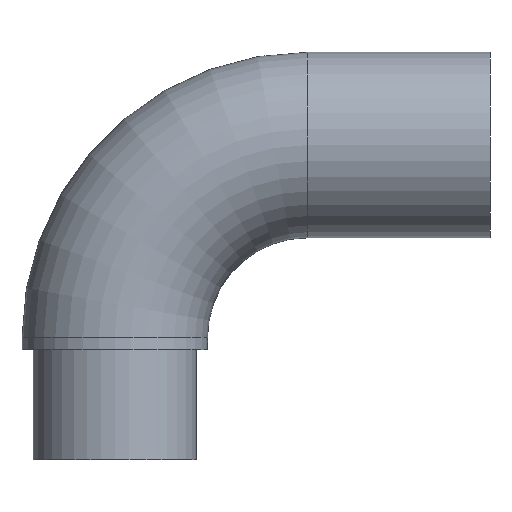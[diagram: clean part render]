
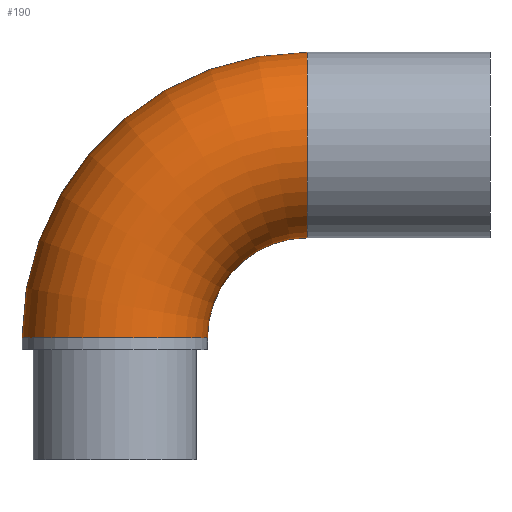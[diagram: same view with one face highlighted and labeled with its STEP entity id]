
A CAD part, left-side view. The second image highlights one B-rep face of the part: STEP entity #190.
In plain terms, the highlighted toroidal (fillet/blend) face has major radius 35 mm and minor radius 16.85 mm.
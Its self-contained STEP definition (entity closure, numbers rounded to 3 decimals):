
#16=TOROIDAL_SURFACE('',#243,35.,16.85);
#37=FACE_OUTER_BOUND('',#53,.T.);
#53=EDGE_LOOP('',(#166,#167,#168,#169,#170,#171));
#76=CIRCLE('',#231,16.85);
#77=CIRCLE('',#232,16.85);
#81=CIRCLE('',#240,16.85);
#82=CIRCLE('',#241,16.85);
#83=CIRCLE('',#244,18.15);
#93=VERTEX_POINT('',#345);
#94=VERTEX_POINT('',#347);
#98=VERTEX_POINT('',#361);
#99=VERTEX_POINT('',#363);
#114=EDGE_CURVE('',#93,#94,#76,.T.);
#115=EDGE_CURVE('',#94,#93,#77,.T.);
#121=EDGE_CURVE('',#98,#99,#81,.T.);
#122=EDGE_CURVE('',#99,#98,#82,.T.);
#123=EDGE_CURVE('',#94,#99,#83,.T.);
#166=ORIENTED_EDGE('',*,*,#115,.F.);
#167=ORIENTED_EDGE('',*,*,#123,.T.);
#168=ORIENTED_EDGE('',*,*,#121,.F.);
#169=ORIENTED_EDGE('',*,*,#122,.F.);
#170=ORIENTED_EDGE('',*,*,#123,.F.);
#171=ORIENTED_EDGE('',*,*,#114,.F.);
#190=ADVANCED_FACE('',(#37),#16,.T.);
#231=AXIS2_PLACEMENT_3D('',#348,#285,#286);
#232=AXIS2_PLACEMENT_3D('',#349,#287,#288);
#240=AXIS2_PLACEMENT_3D('',#364,#305,#306);
#241=AXIS2_PLACEMENT_3D('',#365,#307,#308);
#243=AXIS2_PLACEMENT_3D('',#367,#311,#312);
#244=AXIS2_PLACEMENT_3D('',#368,#313,#314);
#285=DIRECTION('center_axis',(0.,-1.,0.));
#286=DIRECTION('ref_axis',(-1.,0.,0.));
#287=DIRECTION('center_axis',(0.,-1.,0.));
#288=DIRECTION('ref_axis',(-1.,0.,0.));
#305=DIRECTION('center_axis',(0.,0.,-1.));
#306=DIRECTION('ref_axis',(-1.,0.,0.));
#307=DIRECTION('center_axis',(0.,0.,-1.));
#308=DIRECTION('ref_axis',(-1.,0.,0.));
#311=DIRECTION('center_axis',(1.,0.,0.));
#312=DIRECTION('ref_axis',(0.,0.,-1.));
#313=DIRECTION('center_axis',(-1.,0.,0.));
#314=DIRECTION('ref_axis',(0.,0.,-1.));
#345=CARTESIAN_POINT('',(-16.85,0.,0.));
#347=CARTESIAN_POINT('',(0.,0.,-16.85));
#348=CARTESIAN_POINT('Origin',(0.,0.,0.));
#349=CARTESIAN_POINT('Origin',(0.,0.,0.));
#361=CARTESIAN_POINT('',(16.85,35.,-35.));
#363=CARTESIAN_POINT('',(0.,18.15,-35.));
#364=CARTESIAN_POINT('Origin',(0.,35.,-35.));
#365=CARTESIAN_POINT('Origin',(0.,35.,-35.));
#367=CARTESIAN_POINT('Origin',(0.,0.,-35.));
#368=CARTESIAN_POINT('Origin',(0.,0.,-35.));
